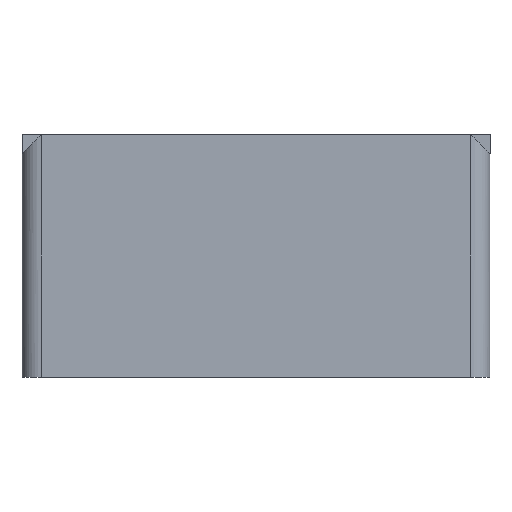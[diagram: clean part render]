
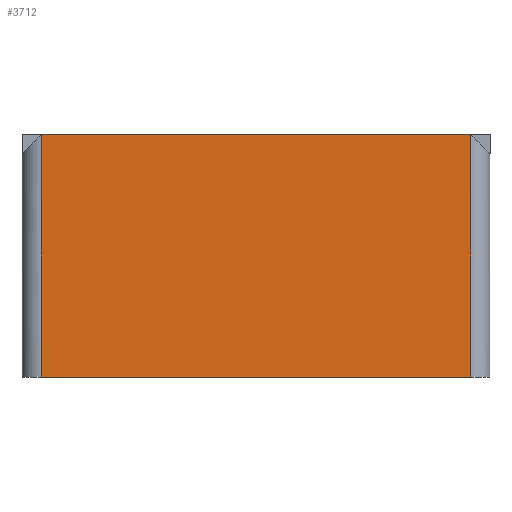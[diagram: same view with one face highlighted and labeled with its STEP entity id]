
A CAD part, front view. The second image highlights one B-rep face of the part: STEP entity #3712.
In plain terms, the highlighted planar face has unit normal (0, -1, 0).
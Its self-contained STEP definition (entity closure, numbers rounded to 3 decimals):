
#32 = PLANE('',#33);
#33 = AXIS2_PLACEMENT_3D('',#34,#35,#36);
#34 = CARTESIAN_POINT('',(0.,0.,9.39));
#35 = DIRECTION('',(0.,0.,1.));
#36 = DIRECTION('',(1.,0.,0.));
#801 = VERTEX_POINT('',#802);
#802 = CARTESIAN_POINT('',(-8.3,-9.05,9.39));
#828 = EDGE_CURVE('',#801,#829,#831,.T.);
#829 = VERTEX_POINT('',#830);
#830 = CARTESIAN_POINT('',(8.3,-9.05,9.39));
#831 = SURFACE_CURVE('',#832,(#836,#843),.PCURVE_S1.);
#832 = LINE('',#833,#834);
#833 = CARTESIAN_POINT('',(-9.05,-9.05,9.39));
#834 = VECTOR('',#835,1.);
#835 = DIRECTION('',(1.,0.,0.));
#836 = PCURVE('',#32,#837);
#837 = DEFINITIONAL_REPRESENTATION('',(#838),#842);
#838 = LINE('',#839,#840);
#839 = CARTESIAN_POINT('',(-9.05,-9.05));
#840 = VECTOR('',#841,1.);
#841 = DIRECTION('',(1.,0.));
#842 = ( GEOMETRIC_REPRESENTATION_CONTEXT(2) 
PARAMETRIC_REPRESENTATION_CONTEXT() REPRESENTATION_CONTEXT('2D SPACE',''
  ) );
#843 = PCURVE('',#844,#849);
#844 = PLANE('',#845);
#845 = AXIS2_PLACEMENT_3D('',#846,#847,#848);
#846 = CARTESIAN_POINT('',(-9.05,-9.05,0.));
#847 = DIRECTION('',(0.,1.,0.));
#848 = DIRECTION('',(1.,0.,0.));
#849 = DEFINITIONAL_REPRESENTATION('',(#850),#854);
#850 = LINE('',#851,#852);
#851 = CARTESIAN_POINT('',(0.,-9.39));
#852 = VECTOR('',#853,1.);
#853 = DIRECTION('',(1.,0.));
#854 = ( GEOMETRIC_REPRESENTATION_CONTEXT(2) 
PARAMETRIC_REPRESENTATION_CONTEXT() REPRESENTATION_CONTEXT('2D SPACE',''
  ) );
#2020 = PLANE('',#2021);
#2021 = AXIS2_PLACEMENT_3D('',#2022,#2023,#2024);
#2022 = CARTESIAN_POINT('',(0.,0.,0.));
#2023 = DIRECTION('',(0.,0.,1.));
#2024 = DIRECTION('',(1.,0.,0.));
#2048 = CYLINDRICAL_SURFACE('',#2049,0.75);
#2049 = AXIS2_PLACEMENT_3D('',#2050,#2051,#2052);
#2050 = CARTESIAN_POINT('',(8.3,-8.3,0.));
#2051 = DIRECTION('',(0.,0.,1.));
#2052 = DIRECTION('',(0.,-1.,0.));
#3233 = CYLINDRICAL_SURFACE('',#3234,0.75);
#3234 = AXIS2_PLACEMENT_3D('',#3235,#3236,#3237);
#3235 = CARTESIAN_POINT('',(-8.3,-8.3,0.));
#3236 = DIRECTION('',(0.,0.,1.));
#3237 = DIRECTION('',(-1.,0.,0.));
#3712 = ADVANCED_FACE('',(#3713),#844,.F.);
#3713 = FACE_BOUND('',#3714,.F.);
#3714 = EDGE_LOOP('',(#3715,#3740,#3761,#3762));
#3715 = ORIENTED_EDGE('',*,*,#3716,.F.);
#3716 = EDGE_CURVE('',#3717,#3719,#3721,.T.);
#3717 = VERTEX_POINT('',#3718);
#3718 = CARTESIAN_POINT('',(-8.3,-9.05,0.));
#3719 = VERTEX_POINT('',#3720);
#3720 = CARTESIAN_POINT('',(8.3,-9.05,0.));
#3721 = SURFACE_CURVE('',#3722,(#3726,#3733),.PCURVE_S1.);
#3722 = LINE('',#3723,#3724);
#3723 = CARTESIAN_POINT('',(-9.05,-9.05,0.));
#3724 = VECTOR('',#3725,1.);
#3725 = DIRECTION('',(1.,0.,0.));
#3726 = PCURVE('',#844,#3727);
#3727 = DEFINITIONAL_REPRESENTATION('',(#3728),#3732);
#3728 = LINE('',#3729,#3730);
#3729 = CARTESIAN_POINT('',(0.,0.));
#3730 = VECTOR('',#3731,1.);
#3731 = DIRECTION('',(1.,0.));
#3732 = ( GEOMETRIC_REPRESENTATION_CONTEXT(2) 
PARAMETRIC_REPRESENTATION_CONTEXT() REPRESENTATION_CONTEXT('2D SPACE',''
  ) );
#3733 = PCURVE('',#2020,#3734);
#3734 = DEFINITIONAL_REPRESENTATION('',(#3735),#3739);
#3735 = LINE('',#3736,#3737);
#3736 = CARTESIAN_POINT('',(-9.05,-9.05));
#3737 = VECTOR('',#3738,1.);
#3738 = DIRECTION('',(1.,0.));
#3739 = ( GEOMETRIC_REPRESENTATION_CONTEXT(2) 
PARAMETRIC_REPRESENTATION_CONTEXT() REPRESENTATION_CONTEXT('2D SPACE',''
  ) );
#3740 = ORIENTED_EDGE('',*,*,#3741,.T.);
#3741 = EDGE_CURVE('',#3717,#801,#3742,.T.);
#3742 = SURFACE_CURVE('',#3743,(#3747,#3754),.PCURVE_S1.);
#3743 = LINE('',#3744,#3745);
#3744 = CARTESIAN_POINT('',(-8.3,-9.05,0.));
#3745 = VECTOR('',#3746,1.);
#3746 = DIRECTION('',(0.,0.,1.));
#3747 = PCURVE('',#844,#3748);
#3748 = DEFINITIONAL_REPRESENTATION('',(#3749),#3753);
#3749 = LINE('',#3750,#3751);
#3750 = CARTESIAN_POINT('',(0.75,0.));
#3751 = VECTOR('',#3752,1.);
#3752 = DIRECTION('',(0.,-1.));
#3753 = ( GEOMETRIC_REPRESENTATION_CONTEXT(2) 
PARAMETRIC_REPRESENTATION_CONTEXT() REPRESENTATION_CONTEXT('2D SPACE',''
  ) );
#3754 = PCURVE('',#3233,#3755);
#3755 = DEFINITIONAL_REPRESENTATION('',(#3756),#3760);
#3756 = LINE('',#3757,#3758);
#3757 = CARTESIAN_POINT('',(1.571,0.));
#3758 = VECTOR('',#3759,1.);
#3759 = DIRECTION('',(0.,1.));
#3760 = ( GEOMETRIC_REPRESENTATION_CONTEXT(2) 
PARAMETRIC_REPRESENTATION_CONTEXT() REPRESENTATION_CONTEXT('2D SPACE',''
  ) );
#3761 = ORIENTED_EDGE('',*,*,#828,.T.);
#3762 = ORIENTED_EDGE('',*,*,#3763,.F.);
#3763 = EDGE_CURVE('',#3719,#829,#3764,.T.);
#3764 = SURFACE_CURVE('',#3765,(#3769,#3776),.PCURVE_S1.);
#3765 = LINE('',#3766,#3767);
#3766 = CARTESIAN_POINT('',(8.3,-9.05,0.));
#3767 = VECTOR('',#3768,1.);
#3768 = DIRECTION('',(0.,0.,1.));
#3769 = PCURVE('',#844,#3770);
#3770 = DEFINITIONAL_REPRESENTATION('',(#3771),#3775);
#3771 = LINE('',#3772,#3773);
#3772 = CARTESIAN_POINT('',(17.35,0.));
#3773 = VECTOR('',#3774,1.);
#3774 = DIRECTION('',(0.,-1.));
#3775 = ( GEOMETRIC_REPRESENTATION_CONTEXT(2) 
PARAMETRIC_REPRESENTATION_CONTEXT() REPRESENTATION_CONTEXT('2D SPACE',''
  ) );
#3776 = PCURVE('',#2048,#3777);
#3777 = DEFINITIONAL_REPRESENTATION('',(#3778),#3782);
#3778 = LINE('',#3779,#3780);
#3779 = CARTESIAN_POINT('',(0.,0.));
#3780 = VECTOR('',#3781,1.);
#3781 = DIRECTION('',(0.,1.));
#3782 = ( GEOMETRIC_REPRESENTATION_CONTEXT(2) 
PARAMETRIC_REPRESENTATION_CONTEXT() REPRESENTATION_CONTEXT('2D SPACE',''
  ) );
